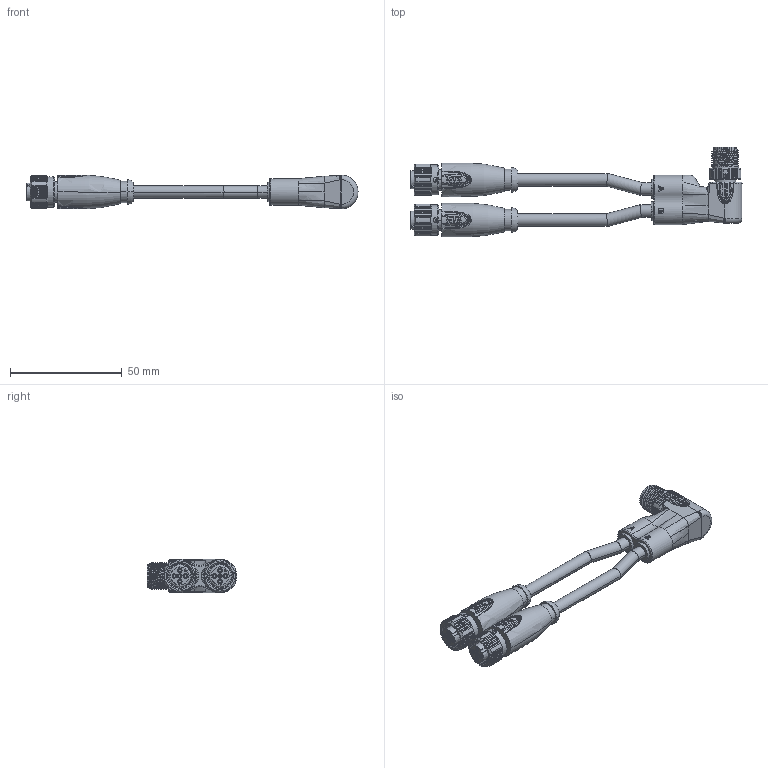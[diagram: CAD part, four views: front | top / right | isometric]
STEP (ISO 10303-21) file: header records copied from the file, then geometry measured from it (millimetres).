
FILE_DESCRIPTION((''),'2;1');
FILE_NAME('PRT0156','2024-03-19T',('13539'),(''),'PRO/ENGINEER BY PARAMETRIC TECHNOLOGY CORPORATION, 2012480','PRO/ENGINEER BY PARAMETRIC TECHNOLOGY CORPORATION, 2012480','');
FILE_SCHEMA(('CONFIG_CONTROL_DESIGN'));
Products named in the file (1): PRT0156
Bounding box: 148.5 x 40.1 x 15.2 mm (x, y, z)
Volume: 25825.2 mm3; surface area: 14089.7 mm2
Topology: 2 solids, 7 shells, 1658 faces, 4782 edges, 3204 vertices
Faces by surface type: plane 807, cylinder 560, bspline 110, cone 87, extrusion 45, revolution 20, torus 17, sphere 12
Entity records: 75521 total; most frequent: CARTESIAN_POINT 33733, ORIENTED_EDGE 9524, DIRECTION 7845, EDGE_CURVE 4762, VERTEX_POINT 3204, AXIS2_PLACEMENT_3D 3069, EDGE_LOOP 1774, VECTOR 1687
